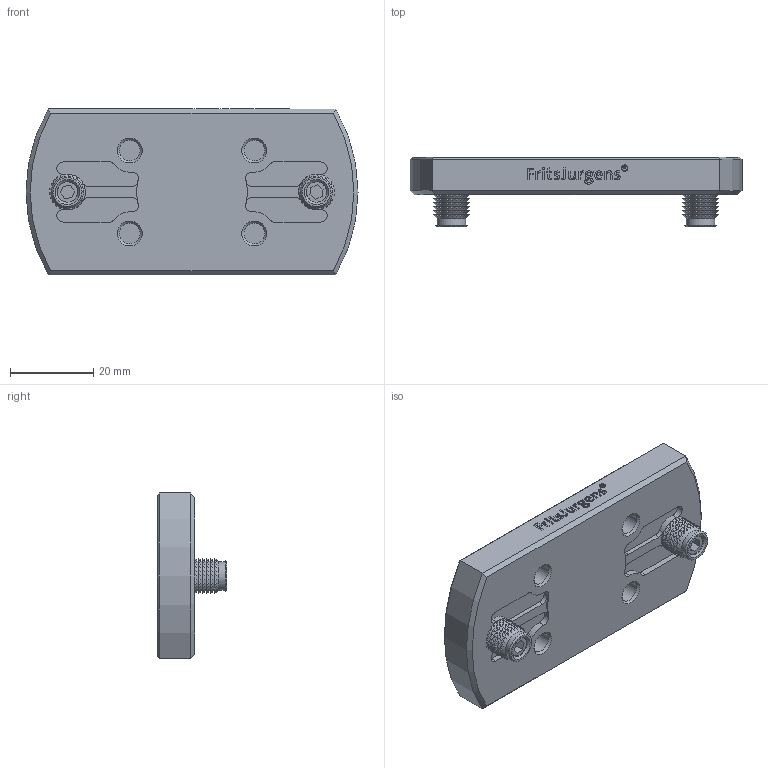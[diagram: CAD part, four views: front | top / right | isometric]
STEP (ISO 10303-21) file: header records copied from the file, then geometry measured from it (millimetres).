
FILE_DESCRIPTION (( 'STEP AP214' ), '1' );
FILE_NAME ('000797-FP.M.X.X.SN.SS - surfaces only.STEP', '2023-02-03T11:48:26', ( '' ), ( '' ), 'SwSTEP 2.0', 'SolidWorks 2021', '' );
FILE_SCHEMA (( 'AUTOMOTIVE_DESIGN' ));
Length unit declared in the file: millimetre
Products named in the file (1): 000797-FP.M.X.X.SN.SS - surfaces only
Bounding box: 80 x 16.7 x 40 mm (x, y, z)
Surface area: 9631.3 mm2 (no closed solid volume)
Topology: 0 solids, 13 shells, 1018 faces, 3300 edges, 2232 vertices
Faces by surface type: plane 766, cylinder 224, cone 26, bspline 2
Full cylindrical faces by diameter (mm): 1.315 x2, 1.569 x2, 5 x6, 6.85 x2
Entity records: 48273 total; most frequent: CARTESIAN_POINT 9483, DIRECTION 5630, ORIENTED_EDGE 5239, EDGE_CURVE 3257, VERTEX_POINT 2225, AXIS2_PLACEMENT_3D 1943, LINE 1744, VECTOR 1744
